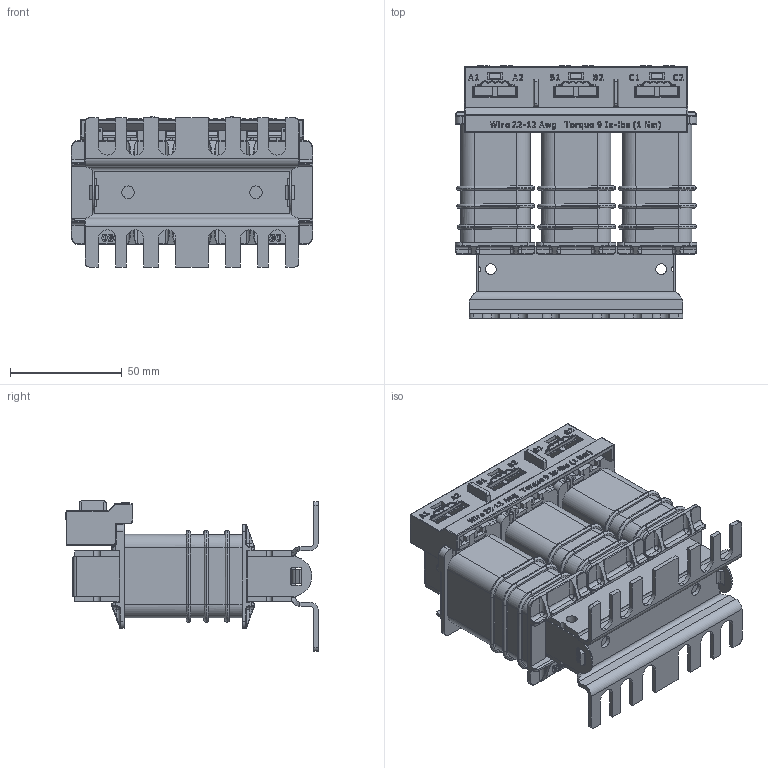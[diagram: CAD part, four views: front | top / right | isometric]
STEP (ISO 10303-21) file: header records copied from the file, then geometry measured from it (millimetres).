
FILE_DESCRIPTION (( 'STEP AP214' ), '1' );
FILE_NAME ('AA Frame CoordFix XT from KDR AA Model (107073DG) Rep 2 Ext 2c1 New Mod 2.STEP', '2020-01-16T17:10:09', ( '' ), ( '' ), 'SwSTEP 2.0', 'SolidWorks 2017', '' );
FILE_SCHEMA (( 'AUTOMOTIVE_DESIGN' ));
Length unit declared in the file: inch
Products named in the file (1): AA Frame CoordFix XT from KDR AA Model  (107073DG) Rep 2 Ext 2c1 New Mod 2
Bounding box: 107.89 x 112.78 x 67.1 mm (x, y, z)
Volume: 316503.4 mm3; surface area: 103092.8 mm2
Topology: 10 solids, 10 shells, 3681 faces, 9797 edges, 6228 vertices
Faces by surface type: plane 1821, bspline 936, cylinder 912, cone 12
Entity records: 138436 total; most frequent: CARTESIAN_POINT 45361, ORIENTED_EDGE 19588, DIRECTION 14869, EDGE_CURVE 9794, VERTEX_POINT 6228, LINE 6187, VECTOR 6187, AXIS2_PLACEMENT_3D 4341
